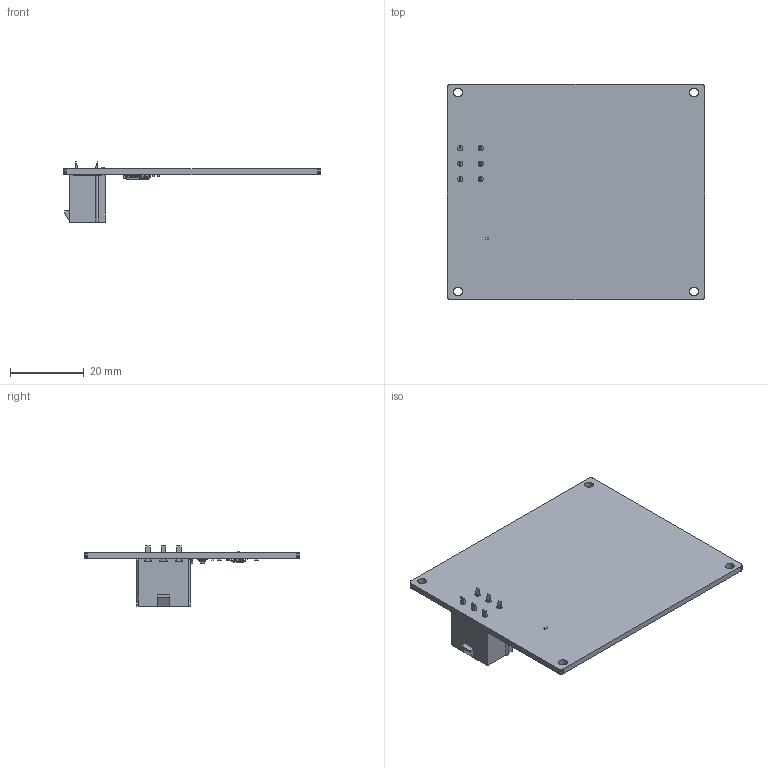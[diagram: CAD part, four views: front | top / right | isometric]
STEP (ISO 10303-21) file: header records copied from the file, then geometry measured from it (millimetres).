
FILE_DESCRIPTION(('KiCad electronic assembly'),'2;1');
FILE_NAME('Eco_display.step','2024-01-16T22:16:28',('Pcbnew'),('Kicad'), 'Open CASCADE STEP processor 7.7','KiCad to STEP converter','Unknown' );
FILE_SCHEMA(('AUTOMOTIVE_DESIGN { 1 0 10303 214 1 1 1 1 }'));
Length unit declared in the file: millimetre
Products named in the file (16): Eco_display 1; R_0402_1005Metric; TBU-CA065-200-WH; TBU-CA065-300-WH; 02x03_p4.2_vertical_39-28-1063; 039281063; SOT-23; SOT_23; C_0402_1005Metric; MSOP-8_3x3mm_P0.65mm; MSOP_8_3x3mm_P065mm; D_SOD-123; D_SOD_123; Eco_display PCB
Assembly tree (24 placements, depth 3):
  Eco_display 1
    R_0402_1005Metric  x6
      R_0402_1005Metric
    TBU-CA065-200-WH  x2
      TBU-CA065-300-WH
    02x03_p4.2_vertical_39-28-1063
      039281063
    SOT-23
      SOT_23
    C_0402_1005Metric  x3
      C_0402_1005Metric
    MSOP-8_3x3mm_P0.65mm
      MSOP_8_3x3mm_P065mm
    D_SOD-123  x2
      D_SOD_123
    Eco_display PCB
Bounding box: 70 x 58.62 x 16.3 mm (x, y, z)
Volume: 7624.3 mm3; surface area: 10904.5 mm2
Topology: 73 solids, 73 shells, 1427 faces, 3428 edges, 2236 vertices
Faces by surface type: plane 1152, cylinder 164, bspline 111
Full cylindrical faces by diameter (mm): 0.5 x1, 1.4 x6, 2.4 x4
Entity records: 56419 total; most frequent: CARTESIAN_POINT 10136, DIRECTION 7891, LINE 5798, VECTOR 5798, ORIENTED_EDGE 4274, PCURVE 4274, DEFINITIONAL_REPRESENTATION 4274, EDGE_CURVE 2137
